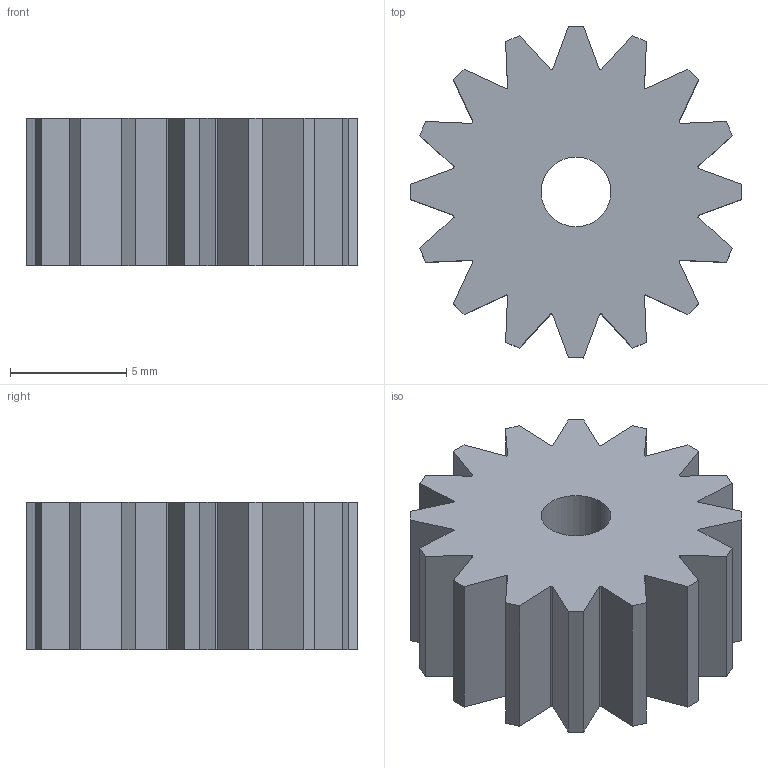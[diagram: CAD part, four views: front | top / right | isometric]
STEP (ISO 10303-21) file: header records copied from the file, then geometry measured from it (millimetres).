
FILE_DESCRIPTION (( 'STEP AP203' ), '1' );
FILE_NAME ('615298.STEP', '2014-07-22T20:45:30', ( 'Kyle' ), ( 'Microsoft' ), 'SwSTEP 2.0', 'SolidWorks 2014', '' );
FILE_SCHEMA (( 'CONFIG_CONTROL_DESIGN' ));
Length unit declared in the file: inch
Products named in the file (1): 615298
Bounding box: 14.27 x 14.27 x 6.35 mm (x, y, z)
Volume: 710.8 mm3; surface area: 829.2 mm2
Topology: 1 solids, 1 shells, 119 faces, 348 edges, 232 vertices
Faces by surface type: plane 101, cylinder 18
Entity records: 3981 total; most frequent: CARTESIAN_POINT 700, ORIENTED_EDGE 696, DIRECTION 624, EDGE_CURVE 348, VECTOR 312, LINE 312, VERTEX_POINT 232, AXIS2_PLACEMENT_3D 156
